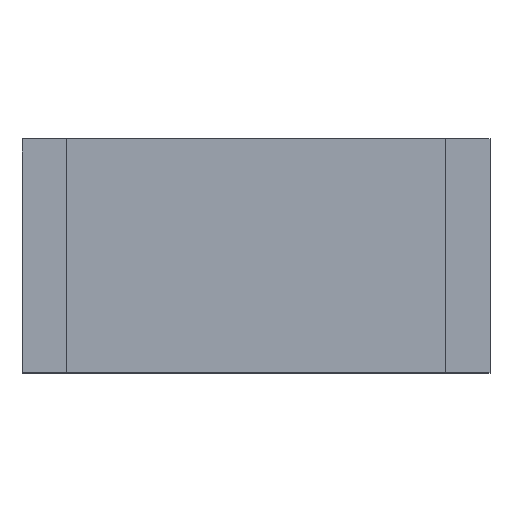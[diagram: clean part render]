
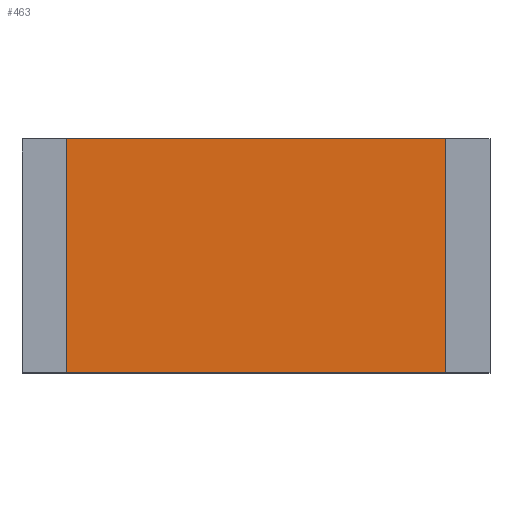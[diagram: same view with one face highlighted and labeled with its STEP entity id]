
A CAD part, top view. The second image highlights one B-rep face of the part: STEP entity #463.
In plain terms, the highlighted planar face has unit normal (0, 0, 1).
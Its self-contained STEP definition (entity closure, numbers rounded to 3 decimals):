
#45=FACE_OUTER_BOUND($,#71,.T.);
#71=EDGE_LOOP($,(#408,#409,#410,#411));
#122=LINE($,#719,#182);
#125=LINE($,#725,#185);
#128=LINE($,#731,#188);
#131=LINE($,#735,#191);
#182=VECTOR($,#591,2.54);
#185=VECTOR($,#596,4.88);
#188=VECTOR($,#601,2.54);
#191=VECTOR($,#606,4.88);
#226=VERTEX_POINT($,#716);
#227=VERTEX_POINT($,#718);
#229=VERTEX_POINT($,#724);
#231=VERTEX_POINT($,#730);
#282=EDGE_CURVE($,#227,#226,#122,.T.);
#285=EDGE_CURVE($,#229,#227,#125,.T.);
#288=EDGE_CURVE($,#231,#229,#128,.T.);
#291=EDGE_CURVE($,#226,#231,#131,.T.);
#408=ORIENTED_EDGE($,*,*,#291,.T.);
#409=ORIENTED_EDGE($,*,*,#288,.T.);
#410=ORIENTED_EDGE($,*,*,#285,.T.);
#411=ORIENTED_EDGE($,*,*,#282,.T.);
#437=PLANE($,#496);
#463=ADVANCED_FACE($,(#45),#437,.T.);
#496=AXIS2_PLACEMENT_3D($,#737,#609,#610);
#591=DIRECTION($,(0.,1.,0.));
#596=DIRECTION($,(1.,0.,0.));
#601=DIRECTION($,(0.,-1.,0.));
#606=DIRECTION($,(-1.,0.,0.));
#609=DIRECTION('center_axis',(0.,0.,1.));
#610=DIRECTION('ref_axis',(1.,0.,0.));
#716=CARTESIAN_POINT('',(2.44,1.27,0.59));
#718=CARTESIAN_POINT('',(2.44,-1.27,0.59));
#719=CARTESIAN_POINT($,(2.44,1.27,0.59));
#724=CARTESIAN_POINT('',(-2.44,-1.27,0.59));
#725=CARTESIAN_POINT($,(2.44,-1.27,0.59));
#730=CARTESIAN_POINT('',(-2.44,1.27,0.59));
#731=CARTESIAN_POINT($,(-2.44,-1.27,0.59));
#735=CARTESIAN_POINT($,(-2.44,1.27,0.59));
#737=CARTESIAN_POINT('Origin',(0.,0.,0.59));
